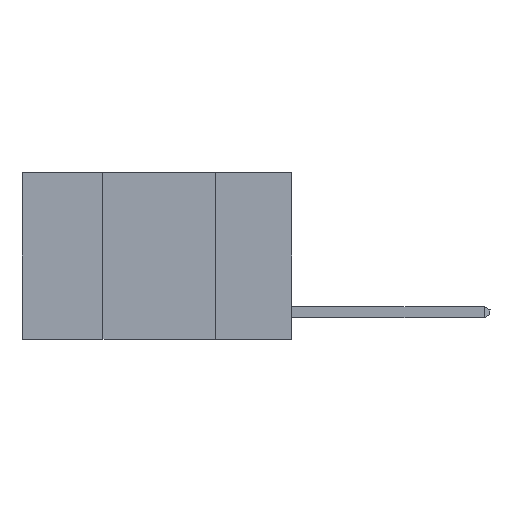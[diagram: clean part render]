
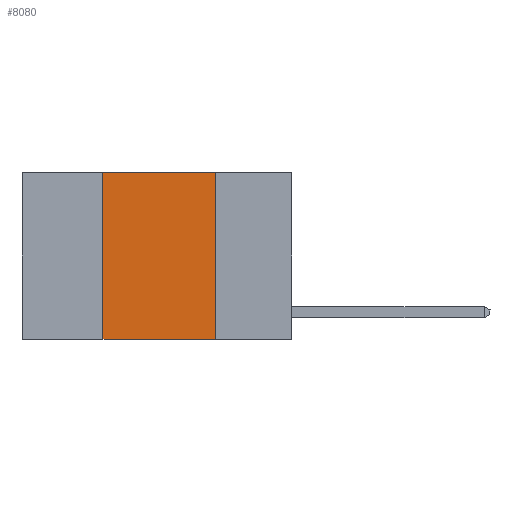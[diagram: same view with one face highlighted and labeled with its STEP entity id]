
A CAD part, left-side view. The second image highlights one B-rep face of the part: STEP entity #8080.
In plain terms, the highlighted planar face has unit normal (-1, 0, 0).
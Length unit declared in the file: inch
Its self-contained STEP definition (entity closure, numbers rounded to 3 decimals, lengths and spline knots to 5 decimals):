
#15 = CARTESIAN_POINT ( 'NONE',  ( 0., 0.6, 0. ) ) ;
#157 = EDGE_CURVE ( 'NONE', #1065, #12892, #3587, .T. ) ;
#344 = VECTOR ( 'NONE', #12949, 39.37008 ) ;
#1052 = VERTEX_POINT ( 'NONE', #5000 ) ;
#1065 = VERTEX_POINT ( 'NONE', #2677 ) ;
#1199 = CARTESIAN_POINT ( 'NONE',  ( 0., 0.17, -0.37 ) ) ;
#1380 = VECTOR ( 'NONE', #5308, 39.37008 ) ;
#1704 = ORIENTED_EDGE ( 'NONE', *, *, #3773, .F. ) ;
#1762 = LINE ( 'NONE', #13144, #10496 ) ;
#1946 = EDGE_LOOP ( 'NONE', ( #6010, #6297, #1704, #10573 ) ) ;
#2677 = CARTESIAN_POINT ( 'NONE',  ( 0., 0.17, 0. ) ) ;
#3587 = LINE ( 'NONE', #12769, #8215 ) ;
#3635 = LINE ( 'NONE', #12990, #344 ) ;
#3773 = EDGE_CURVE ( 'NONE', #10993, #1052, #1762, .T. ) ;
#4386 = EDGE_CURVE ( 'NONE', #10993, #12892, #10473, .T. ) ;
#4476 = PLANE ( 'NONE',  #9050 ) ;
#5000 = CARTESIAN_POINT ( 'NONE',  ( 0., 0.42, 0. ) ) ;
#5308 = DIRECTION ( 'NONE',  ( 0., -1., 0. ) ) ;
#5564 = DIRECTION ( 'NONE',  ( 0., 0., -1. ) ) ;
#6010 = ORIENTED_EDGE ( 'NONE', *, *, #157, .F. ) ;
#6282 = DIRECTION ( 'NONE',  ( 0., 0., -1. ) ) ;
#6297 = ORIENTED_EDGE ( 'NONE', *, *, #10774, .F. ) ;
#6905 = CARTESIAN_POINT ( 'NONE',  ( 0., 0.42, -0.37 ) ) ;
#8059 = CARTESIAN_POINT ( 'NONE',  ( 0., 0.6, -0.37 ) ) ;
#8080 = ADVANCED_FACE ( 'NONE', ( #13024 ), #4476, .F. ) ;
#8215 = VECTOR ( 'NONE', #6282, 39.37008 ) ;
#9050 = AXIS2_PLACEMENT_3D ( 'NONE', #15, #12080, #5564 ) ;
#10473 = LINE ( 'NONE', #8059, #1380 ) ;
#10496 = VECTOR ( 'NONE', #11512, 39.37008 ) ;
#10573 = ORIENTED_EDGE ( 'NONE', *, *, #4386, .T. ) ;
#10774 = EDGE_CURVE ( 'NONE', #1052, #1065, #3635, .T. ) ;
#10993 = VERTEX_POINT ( 'NONE', #6905 ) ;
#11512 = DIRECTION ( 'NONE',  ( 0., 0., 1. ) ) ;
#12080 = DIRECTION ( 'NONE',  ( 1., 0., 0. ) ) ;
#12769 = CARTESIAN_POINT ( 'NONE',  ( 0., 0.17, 0. ) ) ;
#12892 = VERTEX_POINT ( 'NONE', #1199 ) ;
#12949 = DIRECTION ( 'NONE',  ( 0., -1., 0. ) ) ;
#12990 = CARTESIAN_POINT ( 'NONE',  ( 0., 0.6, 0. ) ) ;
#13024 = FACE_OUTER_BOUND ( 'NONE', #1946, .T. ) ;
#13144 = CARTESIAN_POINT ( 'NONE',  ( 0., 0.42, 0. ) ) ;
